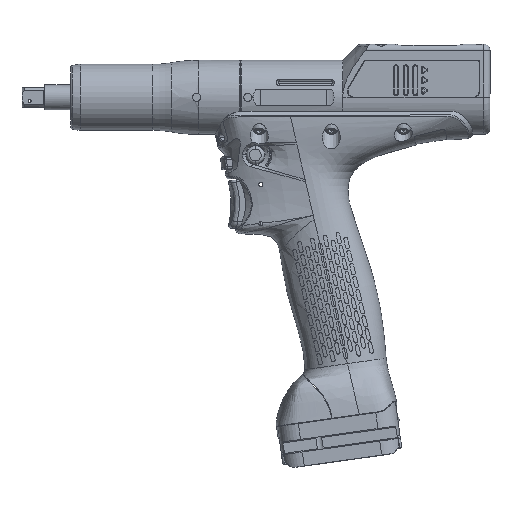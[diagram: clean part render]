
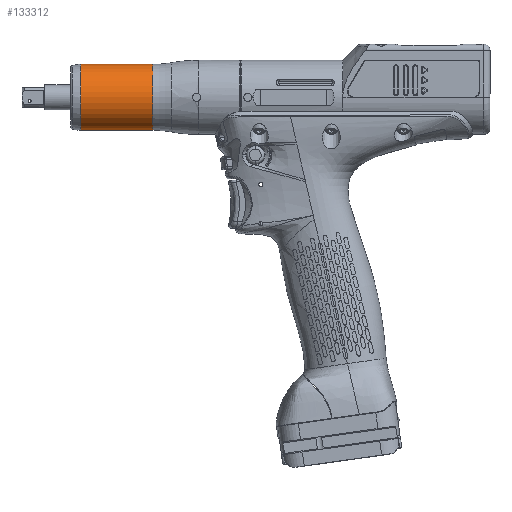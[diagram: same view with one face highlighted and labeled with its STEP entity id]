
A CAD part, top view. The second image highlights one B-rep face of the part: STEP entity #133312.
In plain terms, the highlighted cylindrical face has radius 16 mm (diameter 32 mm), a partial arc.
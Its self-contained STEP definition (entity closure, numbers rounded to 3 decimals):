
#56175=CARTESIAN_POINT('',(-59.571,0.,0.));
#56176=DIRECTION('',(1.,0.,0.));
#56177=DIRECTION('',(0.,1.,0.));
#56178=AXIS2_PLACEMENT_3D('',#56175,#56176,#56177);
#56180=DIRECTION('',(-1.,0.,0.));
#56181=VECTOR('',#56180,35.029);
#56182=CARTESIAN_POINT('',(-59.571,16.,0.));
#56183=LINE('',#56182,#56181);
#56184=DIRECTION('',(-1.,0.,0.));
#56185=VECTOR('',#56184,35.029);
#56186=CARTESIAN_POINT('',(-59.571,-16.,0.));
#56187=LINE('',#56186,#56185);
#56208=CARTESIAN_POINT('',(-94.6,0.,0.));
#56209=DIRECTION('',(1.,0.,0.));
#56210=DIRECTION('',(0.,1.,0.));
#56211=AXIS2_PLACEMENT_3D('',#56208,#56209,#56210);
#80510=CARTESIAN_POINT('',(-59.571,16.,0.));
#80511=CARTESIAN_POINT('',(-94.6,16.,0.));
#80512=VERTEX_POINT('',#80510);
#80513=VERTEX_POINT('',#80511);
#80524=CARTESIAN_POINT('',(-59.571,-16.,0.));
#80525=CARTESIAN_POINT('',(-94.6,-16.,0.));
#80526=VERTEX_POINT('',#80524);
#80527=VERTEX_POINT('',#80525);
#133298=CARTESIAN_POINT('',(-103.715,0.,0.));
#133299=DIRECTION('',(1.,0.,0.));
#133300=DIRECTION('',(0.,-1.,0.));
#133301=AXIS2_PLACEMENT_3D('',#133298,#133299,#133300);
#133302=CYLINDRICAL_SURFACE('',#133301,16.);
#133304=ORIENTED_EDGE('',*,*,#133303,.F.);
#133305=ORIENTED_EDGE('',*,*,#133293,.T.);
#133307=ORIENTED_EDGE('',*,*,#133306,.T.);
#133309=ORIENTED_EDGE('',*,*,#133308,.F.);
#133310=EDGE_LOOP('',(#133304,#133305,#133307,#133309));
#133311=FACE_OUTER_BOUND('',#133310,.F.);
#133312=ADVANCED_FACE('',(#133311),#133302,.T.);
#56179=CIRCLE('',#56178,16.);
#56212=CIRCLE('',#56211,16.);
#133293=EDGE_CURVE('',#80512,#80526,#56179,.T.);
#133303=EDGE_CURVE('',#80512,#80513,#56183,.T.);
#133306=EDGE_CURVE('',#80526,#80527,#56187,.T.);
#133308=EDGE_CURVE('',#80513,#80527,#56212,.T.);
